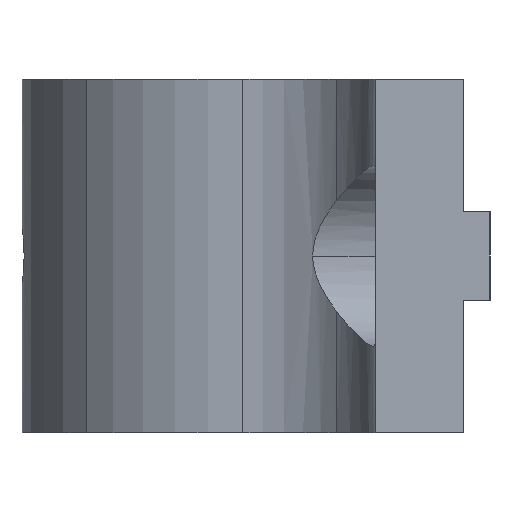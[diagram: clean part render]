
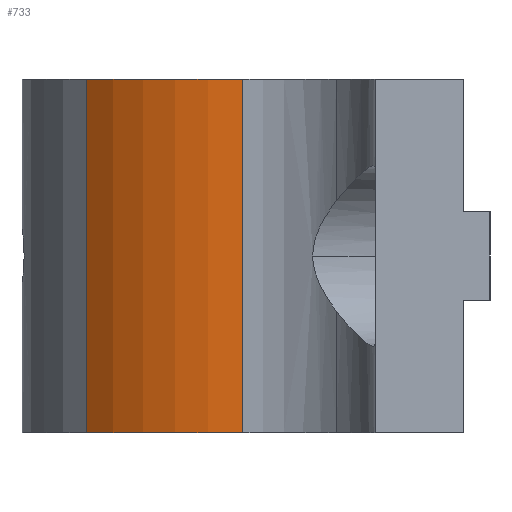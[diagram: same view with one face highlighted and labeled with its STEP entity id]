
A CAD part, left-side view. The second image highlights one B-rep face of the part: STEP entity #733.
In plain terms, the highlighted cylindrical face has radius 15.875 mm (diameter 31.75 mm), a partial arc.
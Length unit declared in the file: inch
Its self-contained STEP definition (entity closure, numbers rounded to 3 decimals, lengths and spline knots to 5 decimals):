
#692=CARTESIAN_POINT('',(0.51937,0.22711,0.0));
#693=DIRECTION('',(0.0,0.0,1.0));
#694=DIRECTION('',(-0.707,0.707,0.0));
#695=AXIS2_PLACEMENT_3D('',#692,#693,#694);
#696=CYLINDRICAL_SURFACE('',#695,0.625);
#697=CARTESIAN_POINT('',(0.07743,0.66905,0.0));
#698=VERTEX_POINT('',#697);
#699=CARTESIAN_POINT('',(0.07743,0.66905,1.0));
#700=VERTEX_POINT('',#699);
#701=CARTESIAN_POINT('',(0.07743,0.66905,0.0));
#702=DIRECTION('',(0.0,0.0,1.0));
#703=VECTOR('',#702,1.0);
#704=LINE('',#701,#703);
#705=EDGE_CURVE('',#698,#700,#704,.T.);
#706=ORIENTED_EDGE('',*,*,#705,.F.);
#707=CARTESIAN_POINT('',(-0.10563,0.22711,0.0));
#708=VERTEX_POINT('',#707);
#709=CARTESIAN_POINT('',(0.51937,0.22711,0.0));
#710=DIRECTION('',(0.0,0.0,1.));
#711=DIRECTION('',(-0.707,0.707,0.0));
#712=AXIS2_PLACEMENT_3D('',#709,#710,#711);
#713=CIRCLE('',#712,0.625);
#714=EDGE_CURVE('',#698,#708,#713,.T.);
#715=ORIENTED_EDGE('',*,*,#714,.T.);
#716=CARTESIAN_POINT('',(-0.10563,0.22711,1.0));
#717=VERTEX_POINT('',#716);
#718=CARTESIAN_POINT('',(-0.10563,0.22711,1.0));
#719=DIRECTION('',(0.0,0.0,-1.0));
#720=VECTOR('',#719,1.0);
#721=LINE('',#718,#720);
#722=EDGE_CURVE('',#717,#708,#721,.T.);
#723=ORIENTED_EDGE('',*,*,#722,.F.);
#724=CARTESIAN_POINT('',(0.51937,0.22711,1.0));
#725=DIRECTION('',(0.0,0.0,-1.));
#726=DIRECTION('',(0.707,0.707,0.0));
#727=AXIS2_PLACEMENT_3D('',#724,#725,#726);
#728=CIRCLE('',#727,0.625);
#729=EDGE_CURVE('',#717,#700,#728,.T.);
#730=ORIENTED_EDGE('',*,*,#729,.T.);
#731=EDGE_LOOP('',(#706,#715,#723,#730));
#732=FACE_OUTER_BOUND('',#731,.T.);
#733=ADVANCED_FACE('',(#732),#696,.T.);
